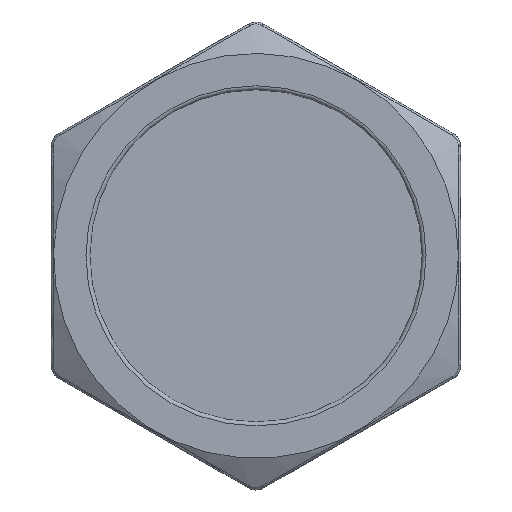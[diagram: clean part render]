
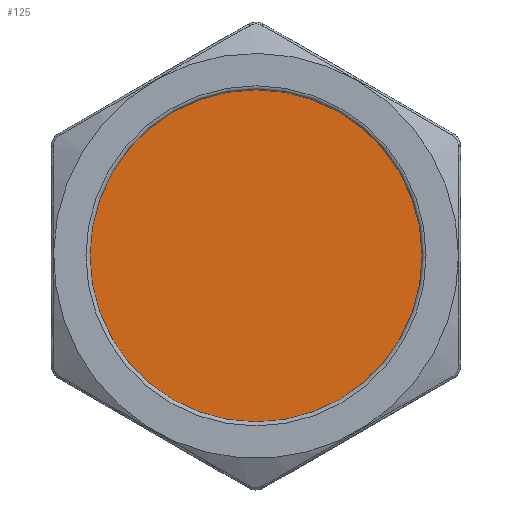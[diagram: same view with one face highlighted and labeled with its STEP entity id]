
A CAD part, top view. The second image highlights one B-rep face of the part: STEP entity #125.
In plain terms, the highlighted planar face has unit normal (0, 0, 1).
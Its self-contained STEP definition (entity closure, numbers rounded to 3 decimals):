
#125 = ADVANCED_FACE( '', ( #259 ), #260, .T. );
#259 = FACE_OUTER_BOUND( '', #1354, .T. );
#260 = PLANE( '', #1355 );
#1354 = EDGE_LOOP( '', ( #1668 ) );
#1355 = AXIS2_PLACEMENT_3D( '', #1669, #1670, #1671 );
#1668 = ORIENTED_EDGE( '', *, *, #1797, .T. );
#1669 = CARTESIAN_POINT( '', ( 0., 0., 17. ) );
#1670 = DIRECTION( '', ( 0., 0., 1. ) );
#1671 = DIRECTION( '', ( 1., 0., 0. ) );
#1797 = EDGE_CURVE( '', #1951, #1951, #1952, .T. );
#1951 = VERTEX_POINT( '', #2747 );
#1952 = CIRCLE( '', #2748, 10.55 );
#2747 = CARTESIAN_POINT( '', ( 10.55, 0., 17. ) );
#2748 = AXIS2_PLACEMENT_3D( '', #2886, #2887, #2888 );
#2886 = CARTESIAN_POINT( '', ( 0., 0., 17. ) );
#2887 = DIRECTION( '', ( 0., 0., 1. ) );
#2888 = DIRECTION( '', ( 1., 0., 0. ) );
